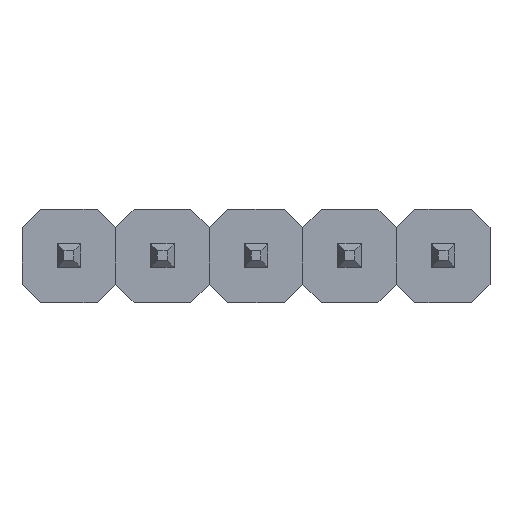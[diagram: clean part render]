
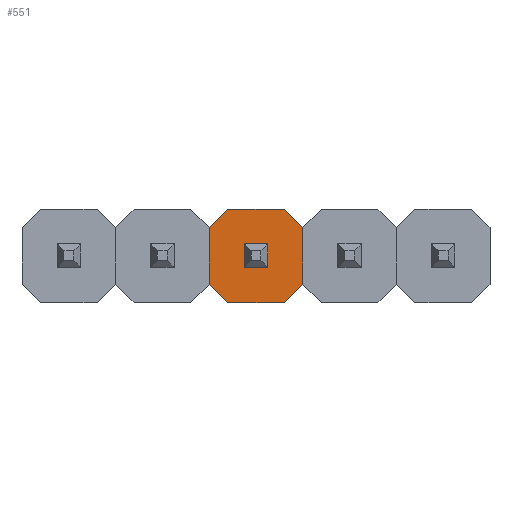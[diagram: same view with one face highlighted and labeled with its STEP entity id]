
A CAD part, top view. The second image highlights one B-rep face of the part: STEP entity #551.
In plain terms, the highlighted planar face has unit normal (0, 0, 1).
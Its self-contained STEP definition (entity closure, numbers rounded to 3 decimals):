
#45=FACE_OUTER_BOUND('',#79,.T.);
#79=EDGE_LOOP('',(#391,#392,#393,#394,#395,#396,#397,#398));
#118=LINE('',#817,#190);
#119=LINE('',#821,#191);
#125=LINE('',#832,#197);
#127=LINE('',#837,#199);
#129=LINE('',#840,#201);
#130=LINE('',#841,#202);
#131=LINE('',#842,#203);
#132=LINE('',#843,#204);
#190=VECTOR('',#656,1000.);
#191=VECTOR('',#659,1000.);
#197=VECTOR('',#667,1000.);
#199=VECTOR('',#671,1000.);
#201=VECTOR('',#675,1000.);
#202=VECTOR('',#676,1000.);
#203=VECTOR('',#677,1000.);
#204=VECTOR('',#678,1000.);
#259=VERTEX_POINT('',#810);
#262=VERTEX_POINT('',#815);
#263=VERTEX_POINT('',#819);
#264=VERTEX_POINT('',#820);
#265=VERTEX_POINT('',#825);
#268=VERTEX_POINT('',#830);
#269=VERTEX_POINT('',#834);
#270=VERTEX_POINT('',#836);
#306=EDGE_CURVE('',#259,#262,#118,.T.);
#307=EDGE_CURVE('',#263,#264,#119,.T.);
#313=EDGE_CURVE('',#265,#268,#125,.T.);
#315=EDGE_CURVE('',#270,#269,#127,.T.);
#317=EDGE_CURVE('',#269,#259,#129,.T.);
#318=EDGE_CURVE('',#262,#263,#130,.T.);
#319=EDGE_CURVE('',#264,#265,#131,.T.);
#320=EDGE_CURVE('',#268,#270,#132,.T.);
#391=ORIENTED_EDGE('',*,*,#315,.T.);
#392=ORIENTED_EDGE('',*,*,#317,.T.);
#393=ORIENTED_EDGE('',*,*,#306,.T.);
#394=ORIENTED_EDGE('',*,*,#318,.T.);
#395=ORIENTED_EDGE('',*,*,#307,.T.);
#396=ORIENTED_EDGE('',*,*,#319,.T.);
#397=ORIENTED_EDGE('',*,*,#313,.T.);
#398=ORIENTED_EDGE('',*,*,#320,.T.);
#517=PLANE('',#602);
#551=ADVANCED_FACE('',(#45),#517,.T.);
#602=AXIS2_PLACEMENT_3D('',#839,#673,#674);
#656=DIRECTION('',(0.,-1.,0.));
#659=DIRECTION('',(1.,0.,0.));
#667=DIRECTION('',(0.,1.,0.));
#671=DIRECTION('',(-1.,0.,0.));
#673=DIRECTION('center_axis',(0.,0.,1.));
#674=DIRECTION('ref_axis',(0.,-1.,0.));
#675=DIRECTION('',(-0.707,-0.707,0.));
#676=DIRECTION('',(0.707,-0.707,0.));
#677=DIRECTION('',(0.707,0.707,0.));
#678=DIRECTION('',(-0.707,0.707,0.));
#810=CARTESIAN_POINT('',(-1.27,0.77,2.69));
#815=CARTESIAN_POINT('',(-1.27,-0.77,2.69));
#817=CARTESIAN_POINT('',(-1.27,1.27,2.69));
#819=CARTESIAN_POINT('',(-0.77,-1.27,2.69));
#820=CARTESIAN_POINT('',(0.77,-1.27,2.69));
#821=CARTESIAN_POINT('',(-1.27,-1.27,2.69));
#825=CARTESIAN_POINT('',(1.27,-0.77,2.69));
#830=CARTESIAN_POINT('',(1.27,0.77,2.69));
#832=CARTESIAN_POINT('',(1.27,1.27,2.69));
#834=CARTESIAN_POINT('',(-0.77,1.27,2.69));
#836=CARTESIAN_POINT('',(0.77,1.27,2.69));
#837=CARTESIAN_POINT('',(-1.27,1.27,2.69));
#839=CARTESIAN_POINT('Origin',(0.,-0.105,2.69));
#840=CARTESIAN_POINT('',(-1.072,0.968,2.69));
#841=CARTESIAN_POINT('',(-0.968,-1.072,2.69));
#842=CARTESIAN_POINT('',(0.968,-1.072,2.69));
#843=CARTESIAN_POINT('',(1.072,0.968,2.69));
